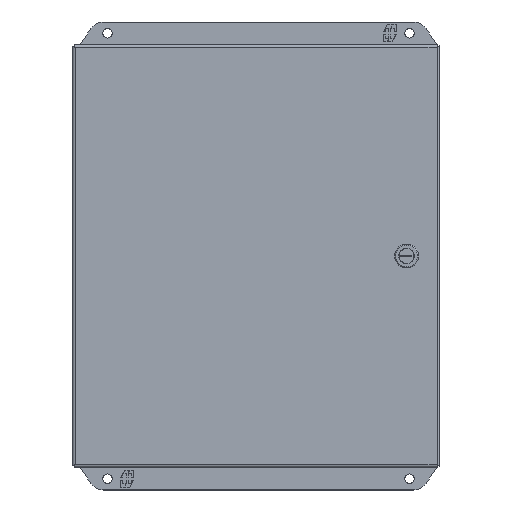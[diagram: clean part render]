
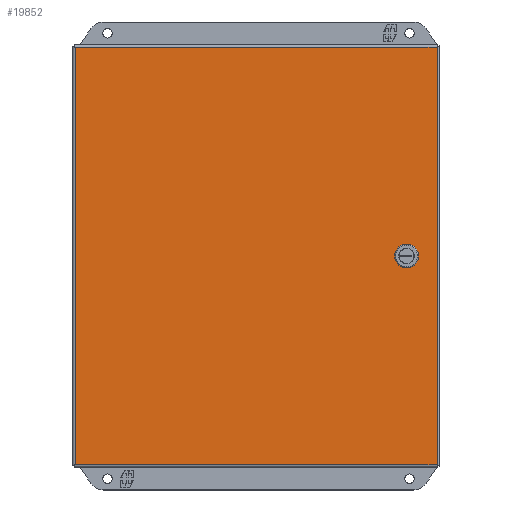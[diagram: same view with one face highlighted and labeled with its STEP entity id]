
A CAD part, front view. The second image highlights one B-rep face of the part: STEP entity #19852.
In plain terms, the highlighted planar face has unit normal (0, -1, 0).
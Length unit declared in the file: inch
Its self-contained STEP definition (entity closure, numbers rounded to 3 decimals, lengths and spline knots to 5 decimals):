
#74 = EDGE_CURVE ( 'NONE', #11818, #5575, #2496, .T. ) ;
#1085 = VERTEX_POINT ( 'NONE', #23058 ) ;
#1110 = CARTESIAN_POINT ( 'NONE',  ( 4.57568, -6.61133, 0.07559 ) ) ;
#1283 = ORIENTED_EDGE ( 'NONE', *, *, #17800, .F. ) ;
#1352 = CARTESIAN_POINT ( 'NONE',  ( -6.07332, -6.61133, -6.914 ) ) ;
#1423 = CARTESIAN_POINT ( 'NONE',  ( 5.91268, -6.61133, -6.914 ) ) ;
#1890 = ORIENTED_EDGE ( 'NONE', *, *, #7535, .F. ) ;
#2464 = LINE ( 'NONE', #17830, #12269 ) ;
#2496 = LINE ( 'NONE', #6404, #19849 ) ;
#2801 = CARTESIAN_POINT ( 'NONE',  ( 4.98226, -6.61133, 0.331 ) ) ;
#3649 = EDGE_CURVE ( 'NONE', #5575, #23704, #14883, .T. ) ;
#3790 = ORIENTED_EDGE ( 'NONE', *, *, #21049, .F. ) ;
#4021 = EDGE_LOOP ( 'NONE', ( #18048, #8470, #1283, #1890, #24590, #12435, #3790, #10467 ) ) ;
#4110 = CARTESIAN_POINT ( 'NONE',  ( 4.83109, -6.61133, 0.331 ) ) ;
#4282 = EDGE_CURVE ( 'NONE', #1085, #10954, #15837, .T. ) ;
#4784 = VERTEX_POINT ( 'NONE', #9203 ) ;
#4817 = DIRECTION ( 'NONE',  ( -0.707, 0., 0.707 ) ) ;
#5030 = CARTESIAN_POINT ( 'NONE',  ( 4.57568, -6.61133, -0.07559 ) ) ;
#5102 = VECTOR ( 'NONE', #4817, 39.37008 ) ;
#5297 = CARTESIAN_POINT ( 'NONE',  ( 5.23768, -6.61133, 0.07559 ) ) ;
#5466 = EDGE_CURVE ( 'NONE', #17422, #11936, #7372, .T. ) ;
#5575 = VERTEX_POINT ( 'NONE', #21483 ) ;
#6257 = AXIS2_PLACEMENT_3D ( 'NONE', #20319, #16052, #19959 ) ;
#6404 = CARTESIAN_POINT ( 'NONE',  ( 4.98226, -6.61133, -0.331 ) ) ;
#6414 = EDGE_CURVE ( 'NONE', #17409, #17422, #24377, .T. ) ;
#6630 = DIRECTION ( 'NONE',  ( 1., 0., 0. ) ) ;
#6685 = VERTEX_POINT ( 'NONE', #23608 ) ;
#6738 = EDGE_CURVE ( 'NONE', #23070, #1085, #23970, .T. ) ;
#6832 = PLANE ( 'NONE',  #6257 ) ;
#7123 = VECTOR ( 'NONE', #18344, 39.37008 ) ;
#7372 = LINE ( 'NONE', #1352, #12646 ) ;
#7535 = EDGE_CURVE ( 'NONE', #10954, #18631, #10648, .T. ) ;
#8192 = CARTESIAN_POINT ( 'NONE',  ( -6.07332, -6.61133, -6.914 ) ) ;
#8289 = DIRECTION ( 'NONE',  ( 1., 0., 0. ) ) ;
#8470 = ORIENTED_EDGE ( 'NONE', *, *, #8673, .F. ) ;
#8673 = EDGE_CURVE ( 'NONE', #4784, #11818, #2464, .T. ) ;
#9008 = DIRECTION ( 'NONE',  ( 0., 0., -1. ) ) ;
#9075 = CARTESIAN_POINT ( 'NONE',  ( 5.23768, -6.61133, -0.07559 ) ) ;
#9113 = DIRECTION ( 'NONE',  ( -1., 0., 0. ) ) ;
#9203 = CARTESIAN_POINT ( 'NONE',  ( 4.57568, -6.61133, -0.07559 ) ) ;
#10467 = ORIENTED_EDGE ( 'NONE', *, *, #3649, .F. ) ;
#10648 = LINE ( 'NONE', #1110, #7123 ) ;
#10848 = LINE ( 'NONE', #1423, #24023 ) ;
#10954 = VERTEX_POINT ( 'NONE', #4110 ) ;
#11625 = EDGE_CURVE ( 'NONE', #6685, #17409, #10848, .T. ) ;
#11818 = VERTEX_POINT ( 'NONE', #21194 ) ;
#11860 = VECTOR ( 'NONE', #19366, 39.37008 ) ;
#11936 = VERTEX_POINT ( 'NONE', #8192 ) ;
#12050 = CARTESIAN_POINT ( 'NONE',  ( 4.83109, -6.61133, 0.331 ) ) ;
#12269 = VECTOR ( 'NONE', #19237, 39.37008 ) ;
#12435 = ORIENTED_EDGE ( 'NONE', *, *, #6738, .F. ) ;
#12449 = EDGE_CURVE ( 'NONE', #11936, #6685, #16716, .T. ) ;
#12613 = EDGE_LOOP ( 'NONE', ( #23566, #24476, #19478, #21989 ) ) ;
#12646 = VECTOR ( 'NONE', #9008, 39.37008 ) ;
#12972 = DIRECTION ( 'NONE',  ( 0.707, 0., 0.707 ) ) ;
#14599 = CARTESIAN_POINT ( 'NONE',  ( 4.57568, -6.61133, 0.07559 ) ) ;
#14852 = LINE ( 'NONE', #5030, #24379 ) ;
#14883 = LINE ( 'NONE', #9075, #24347 ) ;
#15797 = VECTOR ( 'NONE', #20725, 39.37008 ) ;
#15837 = LINE ( 'NONE', #12050, #11860 ) ;
#16052 = DIRECTION ( 'NONE',  ( 0., -1., 0. ) ) ;
#16423 = FACE_BOUND ( 'NONE', #4021, .T. ) ;
#16666 = CARTESIAN_POINT ( 'NONE',  ( 5.23768, -6.61133, -0.07559 ) ) ;
#16716 = LINE ( 'NONE', #18476, #19116 ) ;
#17381 = CARTESIAN_POINT ( 'NONE',  ( -6.07332, -6.61133, 6.914 ) ) ;
#17409 = VERTEX_POINT ( 'NONE', #24592 ) ;
#17422 = VERTEX_POINT ( 'NONE', #17381 ) ;
#17800 = EDGE_CURVE ( 'NONE', #18631, #4784, #14852, .T. ) ;
#17830 = CARTESIAN_POINT ( 'NONE',  ( 4.83109, -6.61133, -0.331 ) ) ;
#18048 = ORIENTED_EDGE ( 'NONE', *, *, #74, .F. ) ;
#18309 = CARTESIAN_POINT ( 'NONE',  ( -6.07332, -6.61133, 6.914 ) ) ;
#18329 = VECTOR ( 'NONE', #9113, 39.37008 ) ;
#18344 = DIRECTION ( 'NONE',  ( -0.707, 0., -0.707 ) ) ;
#18476 = CARTESIAN_POINT ( 'NONE',  ( -6.07332, -6.61133, -6.914 ) ) ;
#18631 = VERTEX_POINT ( 'NONE', #14599 ) ;
#19116 = VECTOR ( 'NONE', #6630, 39.37008 ) ;
#19237 = DIRECTION ( 'NONE',  ( 0.707, 0., -0.707 ) ) ;
#19366 = DIRECTION ( 'NONE',  ( -1., 0., 0. ) ) ;
#19478 = ORIENTED_EDGE ( 'NONE', *, *, #5466, .T. ) ;
#19849 = VECTOR ( 'NONE', #8289, 39.37008 ) ;
#19852 = ADVANCED_FACE ( 'NONE', ( #16423, #24106 ), #6832, .T. ) ;
#19959 = DIRECTION ( 'NONE',  ( 0., 0., -1. ) ) ;
#20307 = DIRECTION ( 'NONE',  ( 0., 0., 1. ) ) ;
#20319 = CARTESIAN_POINT ( 'NONE',  ( -6.07332, -6.61133, -6.914 ) ) ;
#20406 = DIRECTION ( 'NONE',  ( 0., 0., -1. ) ) ;
#20725 = DIRECTION ( 'NONE',  ( 0., 0., 1. ) ) ;
#21049 = EDGE_CURVE ( 'NONE', #23704, #23070, #24898, .T. ) ;
#21096 = CARTESIAN_POINT ( 'NONE',  ( 5.23768, -6.61133, 0.07559 ) ) ;
#21194 = CARTESIAN_POINT ( 'NONE',  ( 4.83109, -6.61133, -0.331 ) ) ;
#21483 = CARTESIAN_POINT ( 'NONE',  ( 4.98226, -6.61133, -0.331 ) ) ;
#21989 = ORIENTED_EDGE ( 'NONE', *, *, #12449, .T. ) ;
#23058 = CARTESIAN_POINT ( 'NONE',  ( 4.98226, -6.61133, 0.331 ) ) ;
#23070 = VERTEX_POINT ( 'NONE', #5297 ) ;
#23566 = ORIENTED_EDGE ( 'NONE', *, *, #11625, .T. ) ;
#23608 = CARTESIAN_POINT ( 'NONE',  ( 5.91268, -6.61133, -6.914 ) ) ;
#23704 = VERTEX_POINT ( 'NONE', #16666 ) ;
#23970 = LINE ( 'NONE', #2801, #5102 ) ;
#24023 = VECTOR ( 'NONE', #20307, 39.37008 ) ;
#24106 = FACE_OUTER_BOUND ( 'NONE', #12613, .T. ) ;
#24347 = VECTOR ( 'NONE', #12972, 39.37008 ) ;
#24377 = LINE ( 'NONE', #18309, #18329 ) ;
#24379 = VECTOR ( 'NONE', #20406, 39.37008 ) ;
#24476 = ORIENTED_EDGE ( 'NONE', *, *, #6414, .T. ) ;
#24590 = ORIENTED_EDGE ( 'NONE', *, *, #4282, .F. ) ;
#24592 = CARTESIAN_POINT ( 'NONE',  ( 5.91268, -6.61133, 6.914 ) ) ;
#24898 = LINE ( 'NONE', #21096, #15797 ) ;
